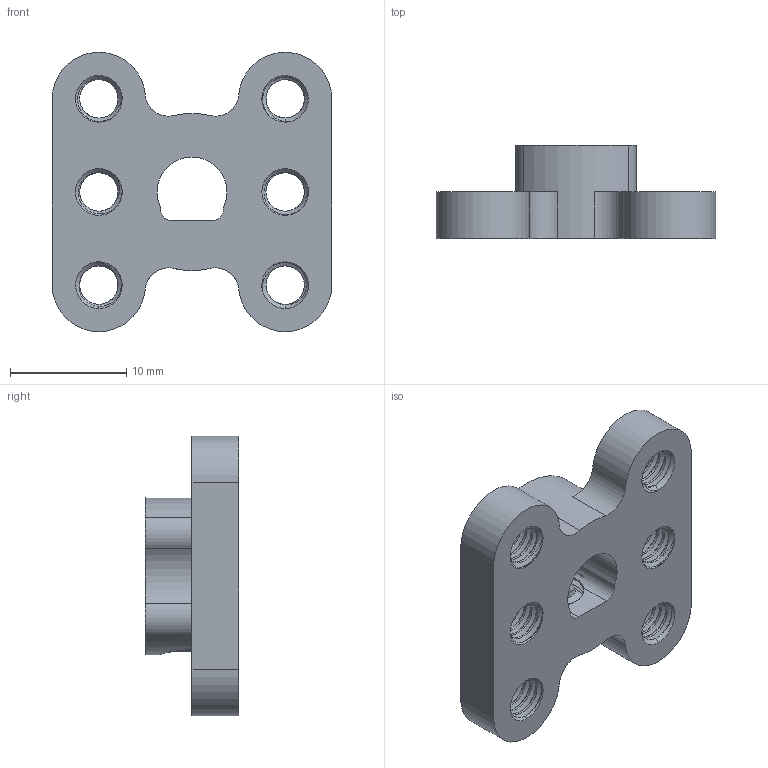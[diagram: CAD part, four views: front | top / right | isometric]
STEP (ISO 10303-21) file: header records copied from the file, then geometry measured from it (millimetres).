
FILE_DESCRIPTION (( 'STEP AP203' ), '1' );
FILE_NAME ('1308-0016-1006 assembly.STEP', '2020-10-22T14:03:14', ( '' ), ( '' ), 'SwSTEP 2.0', 'SolidWorks 2016', '' );
FILE_SCHEMA (( 'CONFIG_CONTROL_DESIGN' ));
Length unit declared in the file: millimetre
Products named in the file (3): 2806-0005-0004_91390A117; 1308-0016-1006; 1308-0016-1006 assembly
Assembly tree (2 placements, depth 2):
  1308-0016-1006 assembly
    1308-0016-1006
    2806-0005-0004_91390A117
Bounding box: 24 x 8 x 24 mm (x, y, z)
Volume: 1828 mm3; surface area: 2056.9 mm2
Topology: 2 solids, 2 shells, 301 faces, 843 edges, 542 vertices
Faces by surface type: cylinder 206, cone 55, plane 21, bspline 19
Entity records: 29044 total; most frequent: CARTESIAN_POINT 22152, ORIENTED_EDGE 1678, DIRECTION 1127, EDGE_CURVE 839, VERTEX_POINT 542, AXIS2_PLACEMENT_3D 435, EDGE_LOOP 317, FACE_OUTER_BOUND 301
